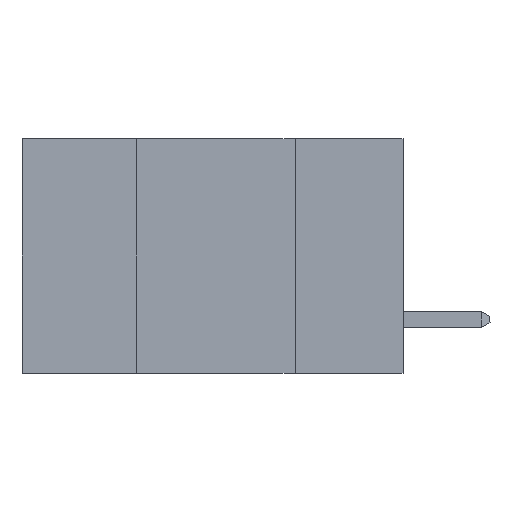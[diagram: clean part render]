
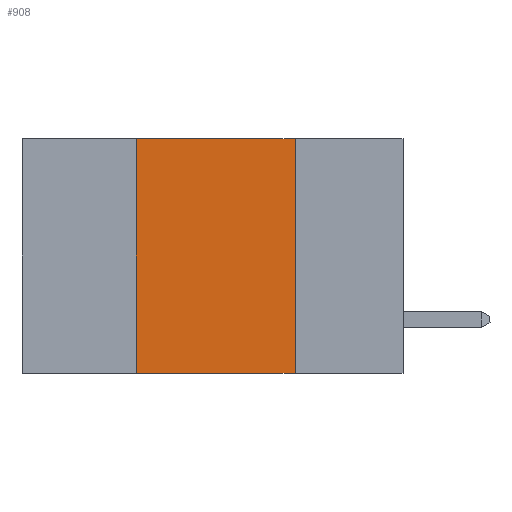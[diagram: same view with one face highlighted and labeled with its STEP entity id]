
A CAD part, left-side view. The second image highlights one B-rep face of the part: STEP entity #908.
In plain terms, the highlighted planar face has unit normal (-1, 0, 0).
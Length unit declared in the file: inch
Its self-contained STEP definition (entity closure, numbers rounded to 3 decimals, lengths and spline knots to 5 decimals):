
#301 = CARTESIAN_POINT ( 'NONE',  ( 0., 0.6, -0.37 ) ) ;
#477 = VECTOR ( 'NONE', #11092, 39.37008 ) ;
#893 = CARTESIAN_POINT ( 'NONE',  ( 0., 0.42, -0.37 ) ) ;
#908 = ADVANCED_FACE ( 'NONE', ( #10724 ), #9061, .F. ) ;
#1049 = ORIENTED_EDGE ( 'NONE', *, *, #2637, .F. ) ;
#1295 = EDGE_CURVE ( 'NONE', #7750, #6609, #7158, .T. ) ;
#2626 = CARTESIAN_POINT ( 'NONE',  ( 0., 0.17, 0. ) ) ;
#2637 = EDGE_CURVE ( 'NONE', #3705, #7750, #5183, .T. ) ;
#2761 = VECTOR ( 'NONE', #6048, 39.37008 ) ;
#2921 = DIRECTION ( 'NONE',  ( 0., 0., -1. ) ) ;
#2923 = DIRECTION ( 'NONE',  ( 1., 0., 0. ) ) ;
#3325 = ORIENTED_EDGE ( 'NONE', *, *, #1295, .F. ) ;
#3619 = ORIENTED_EDGE ( 'NONE', *, *, #7915, .F. ) ;
#3705 = VERTEX_POINT ( 'NONE', #4263 ) ;
#3936 = CARTESIAN_POINT ( 'NONE',  ( 0., 0.6, 0. ) ) ;
#4263 = CARTESIAN_POINT ( 'NONE',  ( 0., 0.42, 0. ) ) ;
#4383 = VECTOR ( 'NONE', #8816, 39.37008 ) ;
#4418 = CARTESIAN_POINT ( 'NONE',  ( 0., 0.17, 0. ) ) ;
#5019 = CARTESIAN_POINT ( 'NONE',  ( 0., 0.6, 0. ) ) ;
#5183 = LINE ( 'NONE', #3936, #477 ) ;
#6048 = DIRECTION ( 'NONE',  ( 0., 0., -1. ) ) ;
#6374 = LINE ( 'NONE', #8018, #4383 ) ;
#6526 = AXIS2_PLACEMENT_3D ( 'NONE', #5019, #2923, #2921 ) ;
#6609 = VERTEX_POINT ( 'NONE', #8011 ) ;
#6633 = VERTEX_POINT ( 'NONE', #893 ) ;
#6727 = DIRECTION ( 'NONE',  ( 0., -1., 0. ) ) ;
#7158 = LINE ( 'NONE', #4418, #2761 ) ;
#7750 = VERTEX_POINT ( 'NONE', #2626 ) ;
#7915 = EDGE_CURVE ( 'NONE', #6633, #3705, #6374, .T. ) ;
#8011 = CARTESIAN_POINT ( 'NONE',  ( 0., 0.17, -0.37 ) ) ;
#8018 = CARTESIAN_POINT ( 'NONE',  ( 0., 0.42, 0. ) ) ;
#8194 = ORIENTED_EDGE ( 'NONE', *, *, #10615, .T. ) ;
#8546 = LINE ( 'NONE', #301, #10447 ) ;
#8816 = DIRECTION ( 'NONE',  ( 0., 0., 1. ) ) ;
#9061 = PLANE ( 'NONE',  #6526 ) ;
#9499 = EDGE_LOOP ( 'NONE', ( #3325, #1049, #3619, #8194 ) ) ;
#10447 = VECTOR ( 'NONE', #6727, 39.37008 ) ;
#10615 = EDGE_CURVE ( 'NONE', #6633, #6609, #8546, .T. ) ;
#10724 = FACE_OUTER_BOUND ( 'NONE', #9499, .T. ) ;
#11092 = DIRECTION ( 'NONE',  ( 0., -1., 0. ) ) ;
